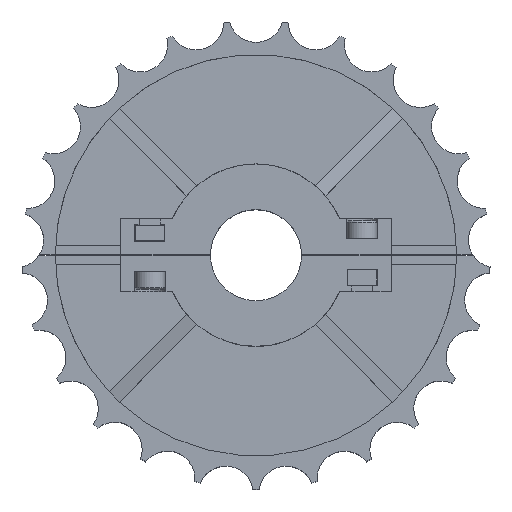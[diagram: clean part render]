
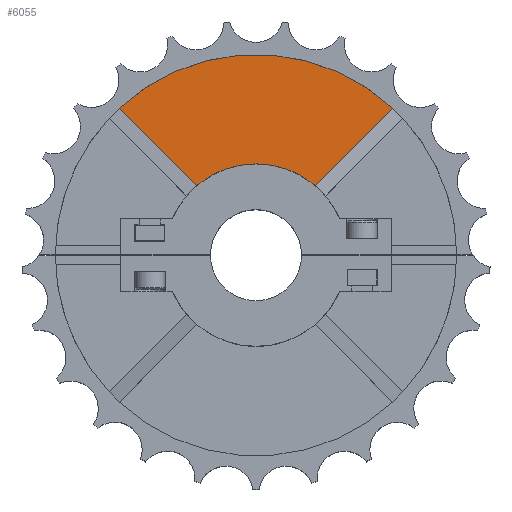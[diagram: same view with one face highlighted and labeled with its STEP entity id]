
A CAD part, top view. The second image highlights one B-rep face of the part: STEP entity #6055.
In plain terms, the highlighted planar face has unit normal (0, 0, 1).
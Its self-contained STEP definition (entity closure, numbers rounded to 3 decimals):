
#51 = EDGE_CURVE ( 'NONE', #6134, #3136, #2984, .T. ) ;
#362 = ORIENTED_EDGE ( 'NONE', *, *, #4217, .T. ) ;
#374 = ORIENTED_EDGE ( 'NONE', *, *, #643, .T. ) ;
#514 = VERTEX_POINT ( 'NONE', #3905 ) ;
#643 = EDGE_CURVE ( 'NONE', #3136, #514, #8053, .T. ) ;
#823 = DIRECTION ( 'NONE',  ( 1., 0., 0. ) ) ;
#1008 = CARTESIAN_POINT ( 'NONE',  ( 1.679, 1.679, 5. ) ) ;
#1043 = DIRECTION ( 'NONE',  ( 0.707, -0.707, 0. ) ) ;
#1136 = DIRECTION ( 'NONE',  ( 0., 0., -1. ) ) ;
#2232 = ORIENTED_EDGE ( 'NONE', *, *, #3833, .T. ) ;
#2485 = VECTOR ( 'NONE', #1043, 1000. ) ;
#2573 = CARTESIAN_POINT ( 'NONE',  ( 0., 0., 5. ) ) ;
#2907 = CARTESIAN_POINT ( 'NONE',  ( -44.995, 48.354, 5. ) ) ;
#2984 = CIRCLE ( 'NONE', #5379, 30. ) ;
#3136 = VERTEX_POINT ( 'NONE', #4491 ) ;
#3181 = CARTESIAN_POINT ( 'NONE',  ( 0., 0., 5. ) ) ;
#3456 = CARTESIAN_POINT ( 'NONE',  ( -1.679, 1.679, 5. ) ) ;
#3833 = EDGE_CURVE ( 'NONE', #6999, #6134, #7773, .T. ) ;
#3905 = CARTESIAN_POINT ( 'NONE',  ( 44.995, 48.354, 5. ) ) ;
#4083 = AXIS2_PLACEMENT_3D ( 'NONE', #6893, #7600, #823 ) ;
#4217 = EDGE_CURVE ( 'NONE', #514, #6999, #5775, .T. ) ;
#4281 = VECTOR ( 'NONE', #7389, 1000. ) ;
#4491 = CARTESIAN_POINT ( 'NONE',  ( 19.467, 22.826, 5. ) ) ;
#4662 = PLANE ( 'NONE',  #8541 ) ;
#4792 = CARTESIAN_POINT ( 'NONE',  ( -19.467, 22.826, 5. ) ) ;
#5024 = ORIENTED_EDGE ( 'NONE', *, *, #51, .T. ) ;
#5177 = EDGE_LOOP ( 'NONE', ( #2232, #5024, #374, #362 ) ) ;
#5282 = DIRECTION ( 'NONE',  ( 0., 0., 1. ) ) ;
#5379 = AXIS2_PLACEMENT_3D ( 'NONE', #3181, #1136, #7869 ) ;
#5775 = CIRCLE ( 'NONE', #4083, 66.05 ) ;
#6055 = ADVANCED_FACE ( 'NONE', ( #8637 ), #4662, .T. ) ;
#6134 = VERTEX_POINT ( 'NONE', #4792 ) ;
#6893 = CARTESIAN_POINT ( 'NONE',  ( 0., 0., 5. ) ) ;
#6999 = VERTEX_POINT ( 'NONE', #2907 ) ;
#7389 = DIRECTION ( 'NONE',  ( 0.707, 0.707, 0. ) ) ;
#7600 = DIRECTION ( 'NONE',  ( 0., 0., 1. ) ) ;
#7773 = LINE ( 'NONE', #1008, #2485 ) ;
#7869 = DIRECTION ( 'NONE',  ( 1., 0., 0. ) ) ;
#7977 = DIRECTION ( 'NONE',  ( 1., 0., 0. ) ) ;
#8053 = LINE ( 'NONE', #3456, #4281 ) ;
#8541 = AXIS2_PLACEMENT_3D ( 'NONE', #2573, #5282, #7977 ) ;
#8637 = FACE_OUTER_BOUND ( 'NONE', #5177, .T. ) ;
